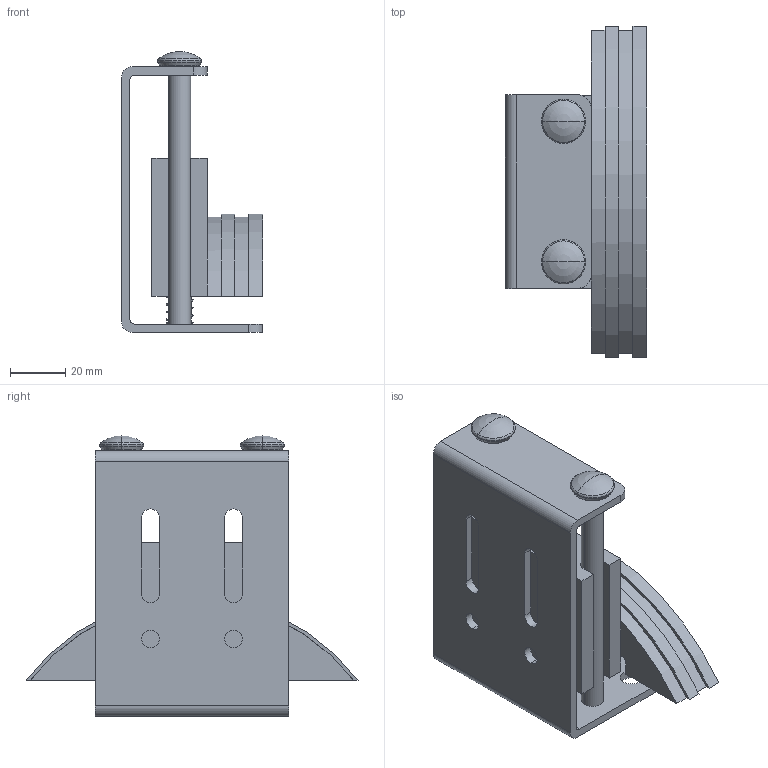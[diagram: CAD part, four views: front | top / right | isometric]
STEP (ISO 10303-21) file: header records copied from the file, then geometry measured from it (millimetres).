
FILE_DESCRIPTION(('STEP AP214'),'1');
FILE_NAME('cctmp_93458F71-CF92-492B-A4BC-37C94396C6B0_2023_7_12_8_36_44_38..stp','2023-07-12T06:36:44',('Murtfeldt Kunststoffe GmbH & Co.KG'),('CADClick - www.CADClick.com'),'Spatial InterOp 3D',' ','unknown authorization');
FILE_SCHEMA(('AUTOMOTIVE_DESIGN'));
Length unit declared in the file: millimetre
Products named in the file (1): 1
Bounding box: 51 x 120 x 101.5 mm (x, y, z)
Volume: 133399.5 mm3; surface area: 55037 mm2
Topology: 6 solids, 14 shells, 310 faces, 726 edges, 449 vertices
Faces by surface type: cylinder 126, plane 110, torus 36, cone 34, sphere 4
Entity records: 11398 total; most frequent: DIRECTION 1698, CARTESIAN_POINT 1469, ORIENTED_EDGE 1408, EDGE_CURVE 704, AXIS2_PLACEMENT_3D 678, VERTEX_POINT 449, EDGE_LOOP 371, CIRCLE 352
